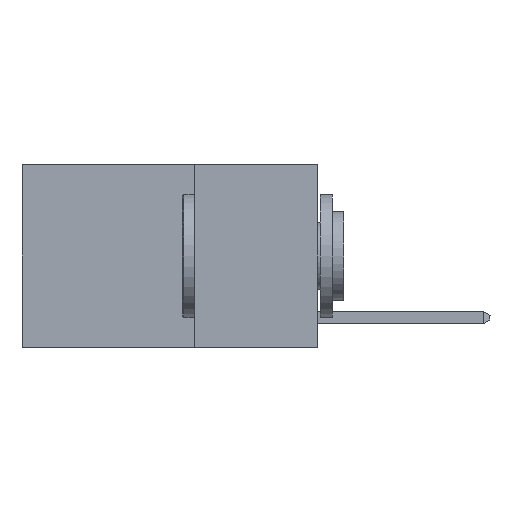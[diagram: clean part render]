
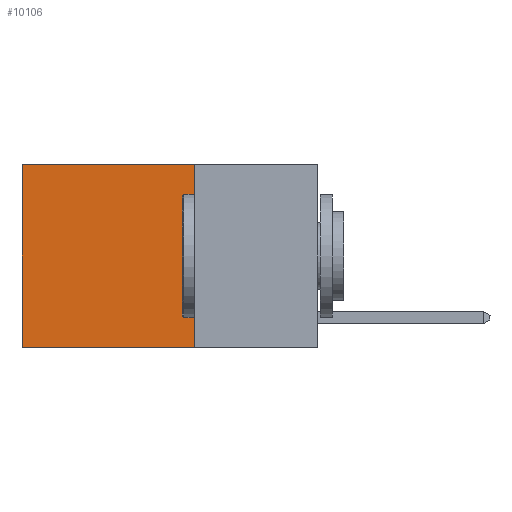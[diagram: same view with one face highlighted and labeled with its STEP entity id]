
A CAD part, left-side view. The second image highlights one B-rep face of the part: STEP entity #10106.
In plain terms, the highlighted planar face has unit normal (-1, 0, 0).
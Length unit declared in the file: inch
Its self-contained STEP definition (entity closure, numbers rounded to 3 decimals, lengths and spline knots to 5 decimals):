
#97 = EDGE_CURVE ( 'NONE', #5823, #10744, #3610, .T. ) ;
#3610 = LINE ( 'NONE', #18135, #10808 ) ;
#4211 = EDGE_CURVE ( 'NONE', #9887, #5823, #11881, .T. ) ;
#4328 = DIRECTION ( 'NONE',  ( 0., 0., -1. ) ) ;
#5756 = DIRECTION ( 'NONE',  ( 1., 0., 0. ) ) ;
#5823 = VERTEX_POINT ( 'NONE', #15852 ) ;
#5873 = VECTOR ( 'NONE', #16028, 39.37008 ) ;
#6089 = VECTOR ( 'NONE', #6795, 39.37008 ) ;
#6795 = DIRECTION ( 'NONE',  ( 0., 1., 0. ) ) ;
#7423 = CARTESIAN_POINT ( 'NONE',  ( 0.2625, 0.25, 0. ) ) ;
#7466 = VERTEX_POINT ( 'NONE', #15838 ) ;
#8389 = CARTESIAN_POINT ( 'NONE',  ( 0.2625, 0.6, 0. ) ) ;
#8461 = LINE ( 'NONE', #14468, #6089 ) ;
#9887 = VERTEX_POINT ( 'NONE', #14331 ) ;
#10106 = ADVANCED_FACE ( 'NONE', ( #12837 ), #11929, .F. ) ;
#10744 = VERTEX_POINT ( 'NONE', #17283 ) ;
#10808 = VECTOR ( 'NONE', #12270, 39.37008 ) ;
#11881 = LINE ( 'NONE', #12410, #5873 ) ;
#11929 = PLANE ( 'NONE',  #18867 ) ;
#12252 = LINE ( 'NONE', #8389, #17099 ) ;
#12270 = DIRECTION ( 'NONE',  ( 0., 1., 0. ) ) ;
#12410 = CARTESIAN_POINT ( 'NONE',  ( 0.2625, 0.25, 0. ) ) ;
#12815 = DIRECTION ( 'NONE',  ( 0., 0., -1. ) ) ;
#12837 = FACE_OUTER_BOUND ( 'NONE', #17400, .T. ) ;
#14331 = CARTESIAN_POINT ( 'NONE',  ( 0.2625, 0.25, 0. ) ) ;
#14468 = CARTESIAN_POINT ( 'NONE',  ( 0.2625, 0.25, 0. ) ) ;
#14928 = EDGE_CURVE ( 'NONE', #9887, #7466, #8461, .T. ) ;
#15011 = ORIENTED_EDGE ( 'NONE', *, *, #16158, .T. ) ;
#15838 = CARTESIAN_POINT ( 'NONE',  ( 0.2625, 0.6, 0. ) ) ;
#15852 = CARTESIAN_POINT ( 'NONE',  ( 0.2625, 0.25, -0.37 ) ) ;
#16028 = DIRECTION ( 'NONE',  ( 0., 0., -1. ) ) ;
#16158 = EDGE_CURVE ( 'NONE', #7466, #10744, #12252, .T. ) ;
#16982 = ORIENTED_EDGE ( 'NONE', *, *, #14928, .T. ) ;
#17099 = VECTOR ( 'NONE', #12815, 39.37008 ) ;
#17283 = CARTESIAN_POINT ( 'NONE',  ( 0.2625, 0.6, -0.37 ) ) ;
#17400 = EDGE_LOOP ( 'NONE', ( #15011, #19822, #19395, #16982 ) ) ;
#18135 = CARTESIAN_POINT ( 'NONE',  ( 0.2625, 0.25, -0.37 ) ) ;
#18867 = AXIS2_PLACEMENT_3D ( 'NONE', #7423, #5756, #4328 ) ;
#19395 = ORIENTED_EDGE ( 'NONE', *, *, #4211, .F. ) ;
#19822 = ORIENTED_EDGE ( 'NONE', *, *, #97, .F. ) ;
